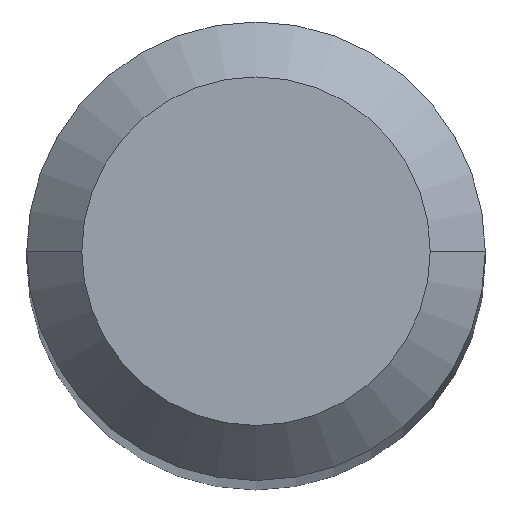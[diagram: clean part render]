
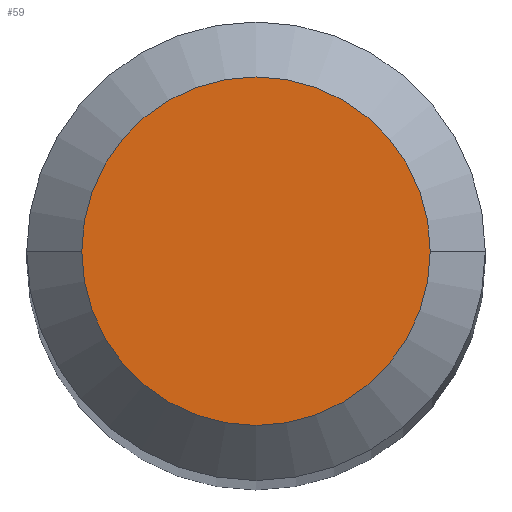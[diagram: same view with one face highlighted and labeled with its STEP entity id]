
A CAD part, top view. The second image highlights one B-rep face of the part: STEP entity #59.
In plain terms, the highlighted planar face has unit normal (0, 0, 1).
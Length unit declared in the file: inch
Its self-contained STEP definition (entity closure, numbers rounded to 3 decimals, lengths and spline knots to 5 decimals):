
#3 = DIRECTION ( 'NONE',  ( 0., 0., 1. ) ) ;
#4 = ORIENTED_EDGE ( 'NONE', *, *, #303, .T. ) ;
#44 = DIRECTION ( 'NONE',  ( 1., 0., 0. ) ) ;
#59 = ADVANCED_FACE ( 'NONE', ( #354 ), #311, .F. ) ;
#60 = CARTESIAN_POINT ( 'NONE',  ( -0.0475, 0., 0. ) ) ;
#93 = EDGE_LOOP ( 'NONE', ( #4, #271 ) ) ;
#107 = VERTEX_POINT ( 'NONE', #60 ) ;
#115 = VERTEX_POINT ( 'NONE', #305 ) ;
#122 = CARTESIAN_POINT ( 'NONE',  ( 0., 0., 0. ) ) ;
#165 = AXIS2_PLACEMENT_3D ( 'NONE', #401, #3, #403 ) ;
#194 = CARTESIAN_POINT ( 'NONE',  ( 0., 0.0475, 0. ) ) ;
#271 = ORIENTED_EDGE ( 'NONE', *, *, #331, .T. ) ;
#303 = EDGE_CURVE ( 'NONE', #107, #115, #452, .T. ) ;
#305 = CARTESIAN_POINT ( 'NONE',  ( 0.0475, 0., 0. ) ) ;
#311 = PLANE ( 'NONE',  #366 ) ;
#316 = DIRECTION ( 'NONE',  ( 0., 0., 1. ) ) ;
#322 = AXIS2_PLACEMENT_3D ( 'NONE', #122, #316, #44 ) ;
#331 = EDGE_CURVE ( 'NONE', #115, #107, #393, .T. ) ;
#354 = FACE_OUTER_BOUND ( 'NONE', #93, .T. ) ;
#366 = AXIS2_PLACEMENT_3D ( 'NONE', #194, #498, #387 ) ;
#387 = DIRECTION ( 'NONE',  ( -1., 0., 0. ) ) ;
#393 = CIRCLE ( 'NONE', #165, 0.0475 ) ;
#401 = CARTESIAN_POINT ( 'NONE',  ( 0., 0., 0. ) ) ;
#403 = DIRECTION ( 'NONE',  ( 1., 0., 0. ) ) ;
#452 = CIRCLE ( 'NONE', #322, 0.0475 ) ;
#498 = DIRECTION ( 'NONE',  ( 0., 0., -1. ) ) ;
